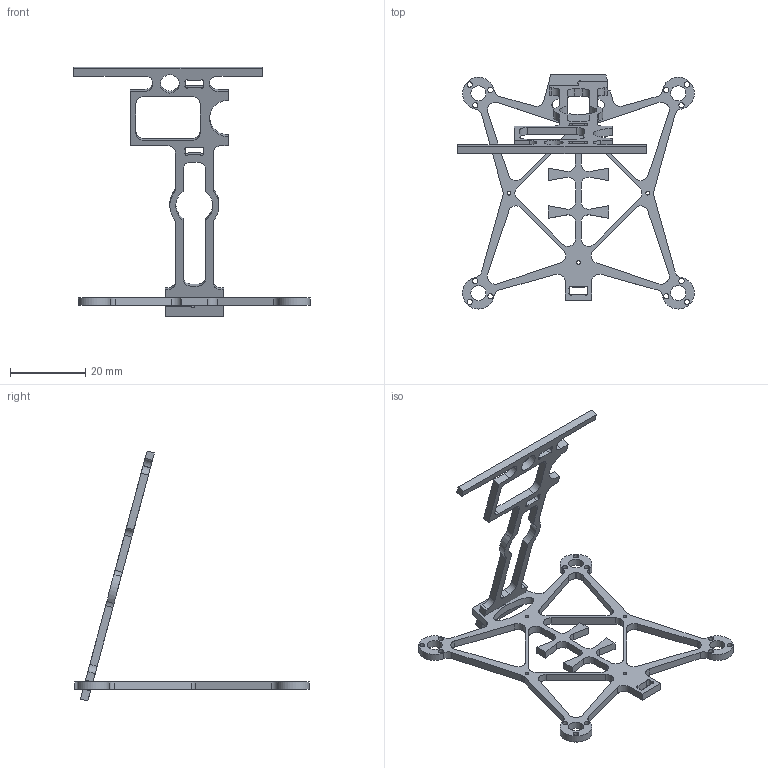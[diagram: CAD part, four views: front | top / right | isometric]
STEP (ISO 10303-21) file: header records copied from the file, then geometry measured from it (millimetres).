
FILE_DESCRIPTION(('Open CASCADE Model'),'2;1');
FILE_NAME('Open CASCADE Shape Model','2022-06-27T17:43:47',('Author'),( 'Open CASCADE'),'Open CASCADE STEP processor 7.5','Open CASCADE 7.5' ,'Unknown');
FILE_SCHEMA(('AUTOMOTIVE_DESIGN { 1 0 10303 214 1 1 1 1 }'));
Length unit declared in the file: millimetre
Products named in the file (3): Open CASCADE STEP translator 7.5 80; Open CASCADE STEP translator 7.5 80.1; Open CASCADE STEP translator 7.5 80.2
Assembly tree (2 placements, depth 2):
  Open CASCADE STEP translator 7.5 80
    Open CASCADE STEP translator 7.5 80.1
    Open CASCADE STEP translator 7.5 80.2
Bounding box: 62.75 x 62.13 x 66.3 mm (x, y, z)
Volume: 3098.1 mm3; surface area: 5866.5 mm2
Topology: 2 solids, 2 shells, 220 faces, 648 edges, 432 vertices
Faces by surface type: cylinder 114, plane 105, extrusion 1
Full cylindrical faces by diameter (mm): 1 x4, 1.4 x12, 4 x4, 5 x1
Entity records: 16249 total; most frequent: CARTESIAN_POINT 3147, DIRECTION 2513, VECTOR 1465, LINE 1464, ORIENTED_EDGE 1296, PCURVE 1296, DEFINITIONAL_REPRESENTATION 1296, EDGE_CURVE 648
